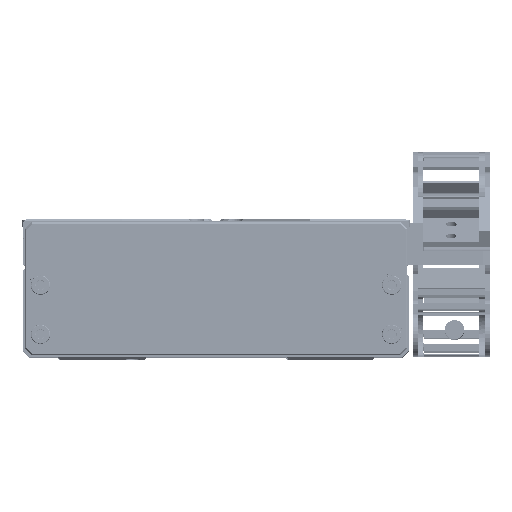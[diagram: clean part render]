
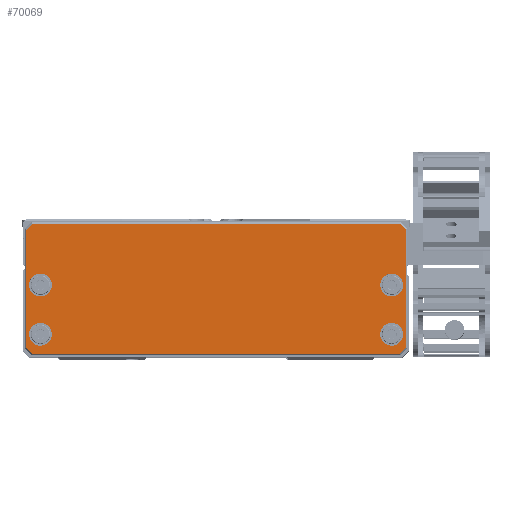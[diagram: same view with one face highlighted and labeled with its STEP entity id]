
A CAD part, top view. The second image highlights one B-rep face of the part: STEP entity #70069.
In plain terms, the highlighted planar face has unit normal (0, 0, 1).
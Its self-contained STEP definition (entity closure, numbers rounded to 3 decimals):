
#1193 = CARTESIAN_POINT ( 'NONE',  ( 108.5, -35.793, 10. ) ) ;
#2544 = VECTOR ( 'NONE', #54538, 1000. ) ;
#3439 = ORIENTED_EDGE ( 'NONE', *, *, #56355, .T. ) ;
#3695 = EDGE_LOOP ( 'NONE', ( #111598, #66520 ) ) ;
#4016 = CARTESIAN_POINT ( 'NONE',  ( 4.5, -18., 10. ) ) ;
#4551 = DIRECTION ( 'NONE',  ( 1., 0., 0. ) ) ;
#5401 = CARTESIAN_POINT ( 'NONE',  ( 106.793, -37.5, 10. ) ) ;
#7985 = DIRECTION ( 'NONE',  ( 1., 0., 0. ) ) ;
#8668 = FACE_OUTER_BOUND ( 'NONE', #92999, .T. ) ;
#9559 = ORIENTED_EDGE ( 'NONE', *, *, #79194, .T. ) ;
#10762 = CARTESIAN_POINT ( 'NONE',  ( 107.75, -18., 10. ) ) ;
#10815 = DIRECTION ( 'NONE',  ( 1., 0., 0. ) ) ;
#16585 = VECTOR ( 'NONE', #49912, 1000. ) ;
#17510 = EDGE_CURVE ( 'NONE', #24448, #71985, #125699, .T. ) ;
#17609 = VERTEX_POINT ( 'NONE', #55043 ) ;
#18902 = DIRECTION ( 'NONE',  ( 1., 0., 0. ) ) ;
#19084 = VERTEX_POINT ( 'NONE', #49598 ) ;
#19152 = EDGE_CURVE ( 'NONE', #71985, #24448, #36182, .T. ) ;
#19697 = AXIS2_PLACEMENT_3D ( 'NONE', #83393, #52512, #92574 ) ;
#19770 = CARTESIAN_POINT ( 'NONE',  ( 53.146, -91.146, 10. ) ) ;
#20222 = ORIENTED_EDGE ( 'NONE', *, *, #56273, .T. ) ;
#20826 = DIRECTION ( 'NONE',  ( 0., 1., 0. ) ) ;
#24009 = AXIS2_PLACEMENT_3D ( 'NONE', #122509, #72558, #123812 ) ;
#24448 = VERTEX_POINT ( 'NONE', #91347 ) ;
#24518 = EDGE_CURVE ( 'NONE', #112380, #19084, #71356, .T. ) ;
#27848 = ORIENTED_EDGE ( 'NONE', *, *, #28429, .F. ) ;
#28429 = EDGE_CURVE ( 'NONE', #63287, #17609, #122539, .T. ) ;
#28804 = LINE ( 'NONE', #50355, #121565 ) ;
#29194 = CARTESIAN_POINT ( 'NONE',  ( 106.793, -0.5, 10. ) ) ;
#30250 = DIRECTION ( 'NONE',  ( 1., 0., 0. ) ) ;
#30534 = EDGE_CURVE ( 'NONE', #49830, #113623, #51820, .T. ) ;
#31201 = CARTESIAN_POINT ( 'NONE',  ( 108.5, -2.207, 10. ) ) ;
#31492 = ORIENTED_EDGE ( 'NONE', *, *, #30534, .T. ) ;
#33725 = AXIS2_PLACEMENT_3D ( 'NONE', #85667, #99830, #35868 ) ;
#35509 = ORIENTED_EDGE ( 'NONE', *, *, #81123, .T. ) ;
#35868 = DIRECTION ( 'NONE',  ( 1., 0., 0. ) ) ;
#36182 = CIRCLE ( 'NONE', #73698, 3.25 ) ;
#37440 = AXIS2_PLACEMENT_3D ( 'NONE', #82000, #123384, #4551 ) ;
#40453 = CARTESIAN_POINT ( 'NONE',  ( 104.5, -18., 10. ) ) ;
#40828 = VECTOR ( 'NONE', #72315, 1000. ) ;
#41884 = EDGE_CURVE ( 'NONE', #94842, #49830, #91382, .T. ) ;
#42476 = CIRCLE ( 'NONE', #82199, 3.25 ) ;
#42802 = LINE ( 'NONE', #101109, #46248 ) ;
#42870 = DIRECTION ( 'NONE',  ( 1., 0., 0. ) ) ;
#43068 = ORIENTED_EDGE ( 'NONE', *, *, #24518, .F. ) ;
#43806 = VERTEX_POINT ( 'NONE', #1193 ) ;
#43953 = VERTEX_POINT ( 'NONE', #57443 ) ;
#46082 = EDGE_CURVE ( 'NONE', #17609, #63287, #42476, .T. ) ;
#46248 = VECTOR ( 'NONE', #90644, 1000. ) ;
#48460 = DIRECTION ( 'NONE',  ( 0., 0., 1. ) ) ;
#48726 = FACE_BOUND ( 'NONE', #86608, .T. ) ;
#49598 = CARTESIAN_POINT ( 'NONE',  ( 1.25, -18., 10. ) ) ;
#49830 = VERTEX_POINT ( 'NONE', #29194 ) ;
#49912 = DIRECTION ( 'NONE',  ( -1., 0., 0. ) ) ;
#50355 = CARTESIAN_POINT ( 'NONE',  ( 108.5, -2., 10. ) ) ;
#51097 = VERTEX_POINT ( 'NONE', #5401 ) ;
#51472 = VERTEX_POINT ( 'NONE', #57053 ) ;
#51820 = LINE ( 'NONE', #72808, #16585 ) ;
#52512 = DIRECTION ( 'NONE',  ( 0., 0., 1. ) ) ;
#52608 = EDGE_CURVE ( 'NONE', #19084, #112380, #110668, .T. ) ;
#52767 = CARTESIAN_POINT ( 'NONE',  ( 1.25, -32., 10. ) ) ;
#53936 = ORIENTED_EDGE ( 'NONE', *, *, #17510, .F. ) ;
#54538 = DIRECTION ( 'NONE',  ( 0., -1., 0. ) ) ;
#55043 = CARTESIAN_POINT ( 'NONE',  ( 101.25, -32., 10. ) ) ;
#56073 = ORIENTED_EDGE ( 'NONE', *, *, #52608, .F. ) ;
#56273 = EDGE_CURVE ( 'NONE', #113224, #68958, #70354, .T. ) ;
#56355 = EDGE_CURVE ( 'NONE', #43953, #113224, #91963, .T. ) ;
#57053 = CARTESIAN_POINT ( 'NONE',  ( 7.75, -32., 10. ) ) ;
#57218 = EDGE_CURVE ( 'NONE', #51472, #72659, #86572, .T. ) ;
#57443 = CARTESIAN_POINT ( 'NONE',  ( 0.5, -2.207, 10. ) ) ;
#57846 = CARTESIAN_POINT ( 'NONE',  ( 4.5, -32., 10. ) ) ;
#58533 = FACE_BOUND ( 'NONE', #67292, .T. ) ;
#60143 = CARTESIAN_POINT ( 'NONE',  ( 0.5, -35.793, 10. ) ) ;
#63287 = VERTEX_POINT ( 'NONE', #69086 ) ;
#66520 = ORIENTED_EDGE ( 'NONE', *, *, #88445, .F. ) ;
#66946 = AXIS2_PLACEMENT_3D ( 'NONE', #92468, #91816, #30250 ) ;
#67292 = EDGE_LOOP ( 'NONE', ( #94327, #53936 ) ) ;
#68384 = FACE_BOUND ( 'NONE', #93228, .T. ) ;
#68958 = VERTEX_POINT ( 'NONE', #69772 ) ;
#69086 = CARTESIAN_POINT ( 'NONE',  ( 107.75, -32., 10. ) ) ;
#69772 = CARTESIAN_POINT ( 'NONE',  ( 2.207, -37.5, 10. ) ) ;
#70069 = ADVANCED_FACE ( 'NONE', ( #68384, #108403, #48726, #58533, #8668 ), #88766, .T. ) ;
#70164 = EDGE_CURVE ( 'NONE', #113623, #43953, #42802, .T. ) ;
#70354 = LINE ( 'NONE', #80819, #98984 ) ;
#71356 = CIRCLE ( 'NONE', #127761, 3.25 ) ;
#71985 = VERTEX_POINT ( 'NONE', #10762 ) ;
#72315 = DIRECTION ( 'NONE',  ( -0.707, 0.707, 0. ) ) ;
#72558 = DIRECTION ( 'NONE',  ( 0., 0., 1. ) ) ;
#72659 = VERTEX_POINT ( 'NONE', #52767 ) ;
#72808 = CARTESIAN_POINT ( 'NONE',  ( 2.707, -0.5, 10. ) ) ;
#73179 = ORIENTED_EDGE ( 'NONE', *, *, #46082, .F. ) ;
#73698 = AXIS2_PLACEMENT_3D ( 'NONE', #40453, #110596, #10815 ) ;
#77058 = EDGE_CURVE ( 'NONE', #68958, #51097, #78488, .T. ) ;
#78488 = LINE ( 'NONE', #98209, #121055 ) ;
#79194 = EDGE_CURVE ( 'NONE', #43806, #94842, #28804, .T. ) ;
#80171 = CARTESIAN_POINT ( 'NONE',  ( 2.207, -0.5, 10. ) ) ;
#80819 = CARTESIAN_POINT ( 'NONE',  ( 1.354, -36.646, 10. ) ) ;
#81123 = EDGE_CURVE ( 'NONE', #51097, #43806, #117625, .T. ) ;
#82000 = CARTESIAN_POINT ( 'NONE',  ( 4.5, -18., 10. ) ) ;
#82199 = AXIS2_PLACEMENT_3D ( 'NONE', #108785, #48460, #18902 ) ;
#83393 = CARTESIAN_POINT ( 'NONE',  ( 4.5, -32., 10. ) ) ;
#84079 = ORIENTED_EDGE ( 'NONE', *, *, #77058, .T. ) ;
#85667 = CARTESIAN_POINT ( 'NONE',  ( 0., -38., 10. ) ) ;
#86572 = CIRCLE ( 'NONE', #97028, 3.25 ) ;
#86608 = EDGE_LOOP ( 'NONE', ( #27848, #73179 ) ) ;
#88075 = DIRECTION ( 'NONE',  ( 0.707, 0.707, 0. ) ) ;
#88445 = EDGE_CURVE ( 'NONE', #72659, #51472, #128745, .T. ) ;
#88766 = PLANE ( 'NONE',  #33725 ) ;
#89278 = ORIENTED_EDGE ( 'NONE', *, *, #70164, .T. ) ;
#90644 = DIRECTION ( 'NONE',  ( -0.707, -0.707, 0. ) ) ;
#91347 = CARTESIAN_POINT ( 'NONE',  ( 101.25, -18., 10. ) ) ;
#91382 = LINE ( 'NONE', #123547, #40828 ) ;
#91816 = DIRECTION ( 'NONE',  ( 0., 0., 1. ) ) ;
#91963 = LINE ( 'NONE', #103761, #2544 ) ;
#92468 = CARTESIAN_POINT ( 'NONE',  ( 104.5, -18., 10. ) ) ;
#92574 = DIRECTION ( 'NONE',  ( 1., 0., 0. ) ) ;
#92999 = EDGE_LOOP ( 'NONE', ( #124953, #31492, #89278, #3439, #20222, #84079, #35509, #9559 ) ) ;
#93228 = EDGE_LOOP ( 'NONE', ( #43068, #56073 ) ) ;
#94327 = ORIENTED_EDGE ( 'NONE', *, *, #19152, .F. ) ;
#94842 = VERTEX_POINT ( 'NONE', #31201 ) ;
#97028 = AXIS2_PLACEMENT_3D ( 'NONE', #57846, #97919, #7985 ) ;
#97919 = DIRECTION ( 'NONE',  ( 0., 0., 1. ) ) ;
#98209 = CARTESIAN_POINT ( 'NONE',  ( 107., -37.5, 10. ) ) ;
#98984 = VECTOR ( 'NONE', #121574, 1000. ) ;
#99830 = DIRECTION ( 'NONE',  ( 0., 0., 1. ) ) ;
#100639 = CARTESIAN_POINT ( 'NONE',  ( 7.75, -18., 10. ) ) ;
#101109 = CARTESIAN_POINT ( 'NONE',  ( -17.646, -20.354, 10. ) ) ;
#103761 = CARTESIAN_POINT ( 'NONE',  ( 0.5, -36., 10. ) ) ;
#108403 = FACE_BOUND ( 'NONE', #3695, .T. ) ;
#108785 = CARTESIAN_POINT ( 'NONE',  ( 104.5, -32., 10. ) ) ;
#110596 = DIRECTION ( 'NONE',  ( 0., 0., 1. ) ) ;
#110668 = CIRCLE ( 'NONE', #37440, 3.25 ) ;
#111598 = ORIENTED_EDGE ( 'NONE', *, *, #57218, .F. ) ;
#112380 = VERTEX_POINT ( 'NONE', #100639 ) ;
#112986 = DIRECTION ( 'NONE',  ( 0., 0., 1. ) ) ;
#113224 = VERTEX_POINT ( 'NONE', #60143 ) ;
#113623 = VERTEX_POINT ( 'NONE', #80171 ) ;
#117625 = LINE ( 'NONE', #19770, #124275 ) ;
#121055 = VECTOR ( 'NONE', #127804, 1000. ) ;
#121565 = VECTOR ( 'NONE', #20826, 1000. ) ;
#121574 = DIRECTION ( 'NONE',  ( 0.707, -0.707, 0. ) ) ;
#122509 = CARTESIAN_POINT ( 'NONE',  ( 104.5, -32., 10. ) ) ;
#122539 = CIRCLE ( 'NONE', #24009, 3.25 ) ;
#123384 = DIRECTION ( 'NONE',  ( 0., 0., 1. ) ) ;
#123547 = CARTESIAN_POINT ( 'NONE',  ( 72.146, 34.146, 10. ) ) ;
#123812 = DIRECTION ( 'NONE',  ( 1., 0., 0. ) ) ;
#124275 = VECTOR ( 'NONE', #88075, 1000. ) ;
#124953 = ORIENTED_EDGE ( 'NONE', *, *, #41884, .T. ) ;
#125699 = CIRCLE ( 'NONE', #66946, 3.25 ) ;
#127761 = AXIS2_PLACEMENT_3D ( 'NONE', #4016, #112986, #42870 ) ;
#127804 = DIRECTION ( 'NONE',  ( 1., 0., 0. ) ) ;
#128745 = CIRCLE ( 'NONE', #19697, 3.25 ) ;
